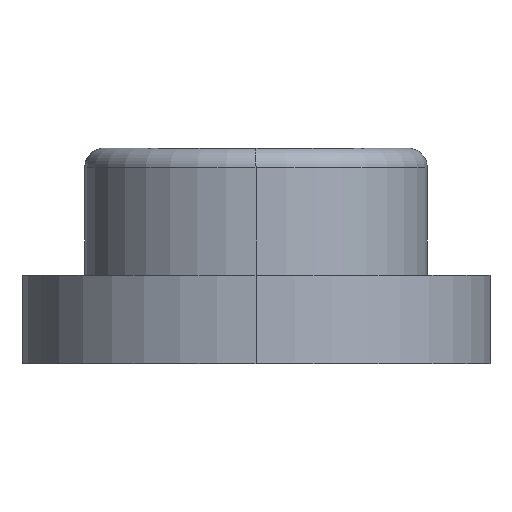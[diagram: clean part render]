
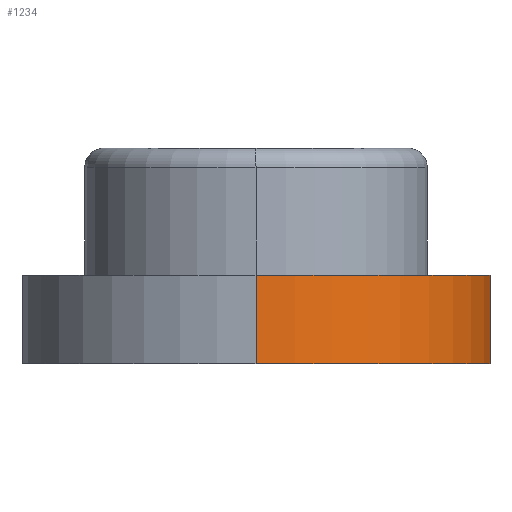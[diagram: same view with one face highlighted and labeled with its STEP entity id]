
A CAD part, left-side view. The second image highlights one B-rep face of the part: STEP entity #1234.
In plain terms, the highlighted cylindrical face has radius 6.1 mm (diameter 12.2 mm), a partial arc.
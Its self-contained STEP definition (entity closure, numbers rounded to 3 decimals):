
#98 = AXIS2_PLACEMENT_3D ( 'NONE', #3748, #3741, #3723 ) ;
#239 = DIRECTION ( 'NONE',  ( 1., 0., 0. ) ) ;
#244 = CIRCLE ( 'NONE', #2628, 6.1 ) ;
#262 = DIRECTION ( 'NONE',  ( 0., 0., 1. ) ) ;
#287 = CARTESIAN_POINT ( 'NONE',  ( 0., 0., 0. ) ) ;
#302 = CYLINDRICAL_SURFACE ( 'NONE', #735, 6.1 ) ;
#310 = LINE ( 'NONE', #4707, #712 ) ;
#684 = EDGE_CURVE ( 'NONE', #4775, #3556, #3211, .T. ) ;
#690 = VERTEX_POINT ( 'NONE', #3782 ) ;
#712 = VECTOR ( 'NONE', #5536, 1000. ) ;
#735 = AXIS2_PLACEMENT_3D ( 'NONE', #960, #1718, #2073 ) ;
#960 = CARTESIAN_POINT ( 'NONE',  ( 0., 0., 2.3 ) ) ;
#1232 = ORIENTED_EDGE ( 'NONE', *, *, #2498, .T. ) ;
#1234 = ADVANCED_FACE ( 'NONE', ( #3851 ), #302, .T. ) ;
#1472 = EDGE_CURVE ( 'NONE', #690, #3556, #310, .T. ) ;
#1550 = ORIENTED_EDGE ( 'NONE', *, *, #1647, .T. ) ;
#1591 = VERTEX_POINT ( 'NONE', #5416 ) ;
#1647 = EDGE_CURVE ( 'NONE', #1591, #690, #244, .T. ) ;
#1718 = DIRECTION ( 'NONE',  ( 0., 0., -1. ) ) ;
#2073 = DIRECTION ( 'NONE',  ( -1., 0., 0. ) ) ;
#2498 = EDGE_CURVE ( 'NONE', #4775, #1591, #2655, .T. ) ;
#2628 = AXIS2_PLACEMENT_3D ( 'NONE', #287, #262, #239 ) ;
#2655 = LINE ( 'NONE', #3433, #2912 ) ;
#2912 = VECTOR ( 'NONE', #3888, 1000. ) ;
#3211 = CIRCLE ( 'NONE', #98, 6.1 ) ;
#3252 = ORIENTED_EDGE ( 'NONE', *, *, #684, .F. ) ;
#3355 = EDGE_LOOP ( 'NONE', ( #3252, #1232, #1550, #3718 ) ) ;
#3413 = CARTESIAN_POINT ( 'NONE',  ( -6.1, 0., 2.3 ) ) ;
#3433 = CARTESIAN_POINT ( 'NONE',  ( -6.1, 0., 2.3 ) ) ;
#3556 = VERTEX_POINT ( 'NONE', #3963 ) ;
#3718 = ORIENTED_EDGE ( 'NONE', *, *, #1472, .T. ) ;
#3723 = DIRECTION ( 'NONE',  ( 1., 0., 0. ) ) ;
#3741 = DIRECTION ( 'NONE',  ( 0., 0., 1. ) ) ;
#3748 = CARTESIAN_POINT ( 'NONE',  ( 0., 0., 2.3 ) ) ;
#3782 = CARTESIAN_POINT ( 'NONE',  ( 4.143, -4.477, 0. ) ) ;
#3851 = FACE_OUTER_BOUND ( 'NONE', #3355, .T. ) ;
#3888 = DIRECTION ( 'NONE',  ( 0., 0., -1. ) ) ;
#3963 = CARTESIAN_POINT ( 'NONE',  ( 4.143, -4.477, 2.3 ) ) ;
#4707 = CARTESIAN_POINT ( 'NONE',  ( 4.143, -4.477, 2.3 ) ) ;
#4775 = VERTEX_POINT ( 'NONE', #3413 ) ;
#5416 = CARTESIAN_POINT ( 'NONE',  ( -6.1, 0., 0. ) ) ;
#5536 = DIRECTION ( 'NONE',  ( 0., 0., 1. ) ) ;
